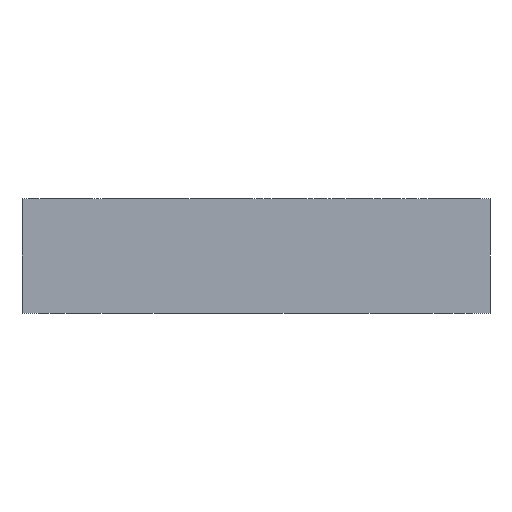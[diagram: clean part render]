
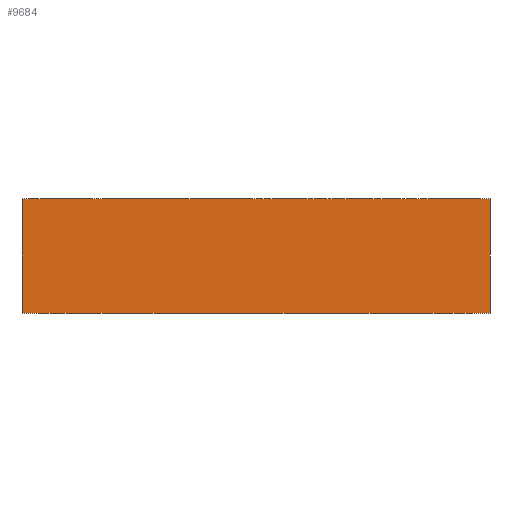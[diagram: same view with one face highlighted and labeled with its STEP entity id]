
A CAD part, left-side view. The second image highlights one B-rep face of the part: STEP entity #9684.
In plain terms, the highlighted planar face has unit normal (-1, 0, 0).
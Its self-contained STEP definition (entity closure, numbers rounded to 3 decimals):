
#1145=FACE_OUTER_BOUND('',#1699,.T.);
#1699=EDGE_LOOP('',(#8421,#8422,#8423,#8424));
#1778=LINE('',#12318,#2718);
#2232=LINE('',#15293,#3172);
#2656=LINE('',#16524,#3596);
#2657=LINE('',#16525,#3597);
#2718=VECTOR('',#10273,10.);
#3172=VECTOR('',#11011,10.);
#3596=VECTOR('',#12047,10.);
#3597=VECTOR('',#12048,10.);
#3649=VERTEX_POINT('',#12314);
#3651=VERTEX_POINT('',#12317);
#4126=VERTEX_POINT('',#15291);
#4499=VERTEX_POINT('',#16523);
#4574=EDGE_CURVE('',#3651,#3649,#1778,.T.);
#5280=EDGE_CURVE('',#3649,#4126,#2232,.T.);
#5822=EDGE_CURVE('',#4499,#4126,#2656,.T.);
#5823=EDGE_CURVE('',#3651,#4499,#2657,.T.);
#8421=ORIENTED_EDGE('',*,*,#4574,.T.);
#8422=ORIENTED_EDGE('',*,*,#5280,.T.);
#8423=ORIENTED_EDGE('',*,*,#5822,.F.);
#8424=ORIENTED_EDGE('',*,*,#5823,.F.);
#8783=PLANE('',#10170);
#9684=ADVANCED_FACE('',(#1145),#8783,.T.);
#10170=AXIS2_PLACEMENT_3D('',#16522,#12045,#12046);
#10273=DIRECTION('',(0.,-1.,0.));
#11011=DIRECTION('',(0.,0.,1.));
#12045=DIRECTION('center_axis',(-1.,0.,0.));
#12046=DIRECTION('ref_axis',(0.,-1.,0.));
#12047=DIRECTION('',(0.,-1.,0.));
#12048=DIRECTION('',(0.,0.,1.));
#12314=CARTESIAN_POINT('',(0.,0.,0.));
#12317=CARTESIAN_POINT('',(0.,155.575,0.));
#12318=CARTESIAN_POINT('',(0.,155.575,0.));
#15291=CARTESIAN_POINT('',(0.,0.,38.1));
#15293=CARTESIAN_POINT('',(0.,0.,0.));
#16522=CARTESIAN_POINT('Origin',(0.,155.575,0.));
#16523=CARTESIAN_POINT('',(0.,155.575,38.1));
#16524=CARTESIAN_POINT('',(0.,155.575,38.1));
#16525=CARTESIAN_POINT('',(0.,155.575,0.));
